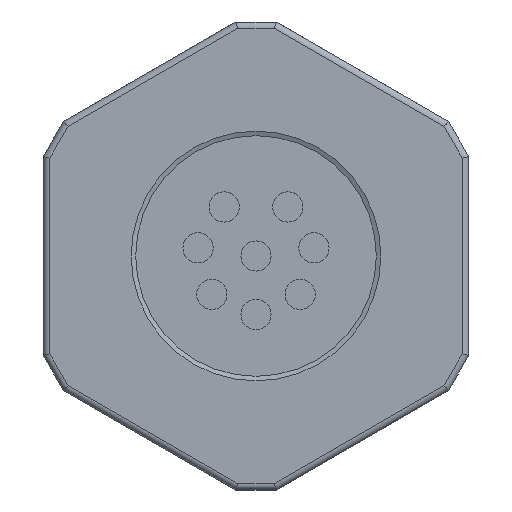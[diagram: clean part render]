
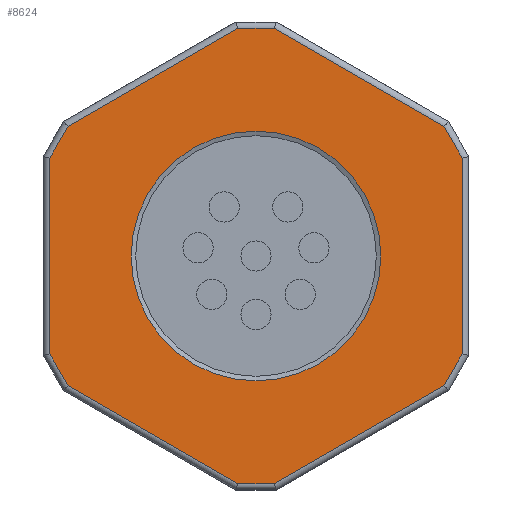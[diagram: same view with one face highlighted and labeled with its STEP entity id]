
A CAD part, left-side view. The second image highlights one B-rep face of the part: STEP entity #8624.
In plain terms, the highlighted planar face has unit normal (-1, 0, 0).
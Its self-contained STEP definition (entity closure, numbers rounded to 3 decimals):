
#532=LINE('',#24979,#1299);
#533=LINE('',#24982,#1300);
#534=LINE('',#24984,#1301);
#535=LINE('',#24986,#1302);
#536=LINE('',#24988,#1303);
#537=LINE('',#24990,#1304);
#538=LINE('',#24992,#1305);
#539=LINE('',#24994,#1306);
#540=LINE('',#24996,#1307);
#541=LINE('',#24998,#1308);
#542=LINE('',#25000,#1309);
#543=LINE('',#25002,#1310);
#1299=VECTOR('',#10858,1000.);
#1300=VECTOR('',#10859,1000.);
#1301=VECTOR('',#10860,1000.);
#1302=VECTOR('',#10861,1000.);
#1303=VECTOR('',#10862,1000.);
#1304=VECTOR('',#10863,1000.);
#1305=VECTOR('',#10864,1000.);
#1306=VECTOR('',#10865,1000.);
#1307=VECTOR('',#10866,1000.);
#1308=VECTOR('',#10867,1000.);
#1309=VECTOR('',#10868,1000.);
#1310=VECTOR('',#10869,1000.);
#1998=PLANE('',#9654);
#2864=ORIENTED_EDGE('',*,*,#5063,.T.);
#2865=ORIENTED_EDGE('',*,*,#5064,.T.);
#2866=ORIENTED_EDGE('',*,*,#5065,.T.);
#2867=ORIENTED_EDGE('',*,*,#5066,.T.);
#2868=ORIENTED_EDGE('',*,*,#5067,.T.);
#2869=ORIENTED_EDGE('',*,*,#5068,.T.);
#2870=ORIENTED_EDGE('',*,*,#5069,.T.);
#2871=ORIENTED_EDGE('',*,*,#5070,.T.);
#2872=ORIENTED_EDGE('',*,*,#5071,.T.);
#2873=ORIENTED_EDGE('',*,*,#5072,.T.);
#2874=ORIENTED_EDGE('',*,*,#5073,.T.);
#2875=ORIENTED_EDGE('',*,*,#5074,.T.);
#2876=ORIENTED_EDGE('',*,*,#5075,.T.);
#5063=EDGE_CURVE('',#6175,#6175,#6838,.T.);
#5064=EDGE_CURVE('',#6176,#6177,#532,.F.);
#5065=EDGE_CURVE('',#6177,#6178,#533,.F.);
#5066=EDGE_CURVE('',#6178,#6179,#534,.F.);
#5067=EDGE_CURVE('',#6179,#6180,#535,.F.);
#5068=EDGE_CURVE('',#6180,#6181,#536,.F.);
#5069=EDGE_CURVE('',#6181,#6182,#537,.F.);
#5070=EDGE_CURVE('',#6182,#6183,#538,.F.);
#5071=EDGE_CURVE('',#6183,#6184,#539,.F.);
#5072=EDGE_CURVE('',#6184,#6185,#540,.F.);
#5073=EDGE_CURVE('',#6185,#6186,#541,.F.);
#5074=EDGE_CURVE('',#6186,#6187,#542,.F.);
#5075=EDGE_CURVE('',#6187,#6176,#543,.F.);
#6175=VERTEX_POINT('',#24978);
#6176=VERTEX_POINT('',#24980);
#6177=VERTEX_POINT('',#24981);
#6178=VERTEX_POINT('',#24983);
#6179=VERTEX_POINT('',#24985);
#6180=VERTEX_POINT('',#24987);
#6181=VERTEX_POINT('',#24989);
#6182=VERTEX_POINT('',#24991);
#6183=VERTEX_POINT('',#24993);
#6184=VERTEX_POINT('',#24995);
#6185=VERTEX_POINT('',#24997);
#6186=VERTEX_POINT('',#24999);
#6187=VERTEX_POINT('',#25001);
#6838=CIRCLE('',#9655,5.87);
#7206=EDGE_LOOP('',(#2864));
#7207=EDGE_LOOP('',(#2865,#2866,#2867,#2868,#2869,#2870,#2871,#2872,#2873,
#2874,#2875,#2876));
#7885=FACE_BOUND('',#7206,.T.);
#7886=FACE_BOUND('',#7207,.T.);
#8624=ADVANCED_FACE('',(#7885,#7886),#1998,.F.);
#9654=AXIS2_PLACEMENT_3D('',#24976,#10854,#10855);
#9655=AXIS2_PLACEMENT_3D('',#24977,#10856,#10857);
#10854=DIRECTION('',(1.,0.,0.));
#10855=DIRECTION('',(0.,0.,-1.));
#10856=DIRECTION('',(1.,0.,0.));
#10857=DIRECTION('',(0.,0.,-1.));
#10858=DIRECTION('',(0.,0.866,-0.5));
#10859=DIRECTION('',(0.,0.5,-0.866));
#10860=DIRECTION('',(0.,0.,-1.));
#10861=DIRECTION('',(0.,-0.5,-0.866));
#10862=DIRECTION('',(0.,-0.866,-0.5));
#10863=DIRECTION('',(0.,-1.,0.));
#10864=DIRECTION('',(0.,-0.866,0.5));
#10865=DIRECTION('',(0.,-0.5,0.866));
#10866=DIRECTION('',(0.,0.,1.));
#10867=DIRECTION('',(0.,0.5,0.866));
#10868=DIRECTION('',(0.,0.866,0.5));
#10869=DIRECTION('',(0.,1.,0.));
#24976=CARTESIAN_POINT('',(-1.5,0.,0.));
#24977=CARTESIAN_POINT('',(-1.5,0.,0.));
#24978=CARTESIAN_POINT('',(-1.5,0.,-5.87));
#24979=CARTESIAN_POINT('',(-1.5,-5.35,-9.266));
#24980=CARTESIAN_POINT('',(-1.5,-4.599,-9.7));
#24981=CARTESIAN_POINT('',(-1.5,-6.101,-8.833));
#24982=CARTESIAN_POINT('',(-1.5,-8.4,-4.85));
#24983=CARTESIAN_POINT('',(-1.5,-10.7,-0.867));
#24984=CARTESIAN_POINT('',(-1.5,-10.7,0.));
#24985=CARTESIAN_POINT('',(-1.5,-10.7,0.867));
#24986=CARTESIAN_POINT('',(-1.5,-8.4,4.85));
#24987=CARTESIAN_POINT('',(-1.5,-6.101,8.833));
#24988=CARTESIAN_POINT('',(-1.5,-5.35,9.266));
#24989=CARTESIAN_POINT('',(-1.5,-4.599,9.7));
#24990=CARTESIAN_POINT('',(-1.5,0.,9.7));
#24991=CARTESIAN_POINT('',(-1.5,4.599,9.7));
#24992=CARTESIAN_POINT('',(-1.5,5.35,9.266));
#24993=CARTESIAN_POINT('',(-1.5,6.101,8.833));
#24994=CARTESIAN_POINT('',(-1.5,8.4,4.85));
#24995=CARTESIAN_POINT('',(-1.5,10.7,0.867));
#24996=CARTESIAN_POINT('',(-1.5,10.7,0.));
#24997=CARTESIAN_POINT('',(-1.5,10.7,-0.867));
#24998=CARTESIAN_POINT('',(-1.5,8.4,-4.85));
#24999=CARTESIAN_POINT('',(-1.5,6.101,-8.833));
#25000=CARTESIAN_POINT('',(-1.5,5.35,-9.266));
#25001=CARTESIAN_POINT('',(-1.5,4.599,-9.7));
#25002=CARTESIAN_POINT('',(-1.5,0.,-9.7));
